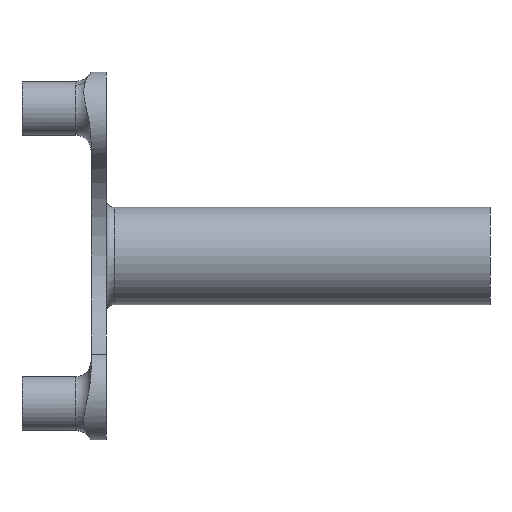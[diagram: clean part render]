
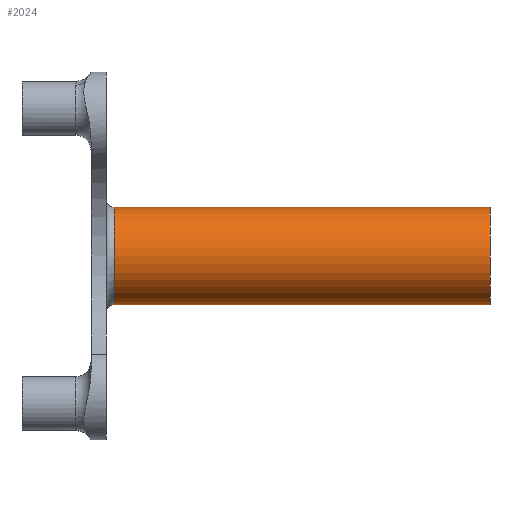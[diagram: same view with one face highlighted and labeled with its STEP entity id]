
A CAD part, left-side view. The second image highlights one B-rep face of the part: STEP entity #2024.
In plain terms, the highlighted cylindrical face has radius 6.35 mm (diameter 12.7 mm), a partial arc.
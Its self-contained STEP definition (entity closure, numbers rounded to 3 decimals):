
#120 = CARTESIAN_POINT ( 'NONE',  ( 0., -50., 6.35 ) ) ;
#160 = DIRECTION ( 'NONE',  ( 0., 1., 0. ) ) ;
#164 = AXIS2_PLACEMENT_3D ( 'NONE', #508, #1483, #1318 ) ;
#223 = FACE_OUTER_BOUND ( 'NONE', #928, .T. ) ;
#266 = VERTEX_POINT ( 'NONE', #897 ) ;
#270 = CARTESIAN_POINT ( 'NONE',  ( 0., -50., -6.35 ) ) ;
#348 = ORIENTED_EDGE ( 'NONE', *, *, #1848, .F. ) ;
#359 = LINE ( 'NONE', #270, #2051 ) ;
#419 = VERTEX_POINT ( 'NONE', #120 ) ;
#508 = CARTESIAN_POINT ( 'NONE',  ( 0., -1., 0. ) ) ;
#607 = CARTESIAN_POINT ( 'NONE',  ( 0., -50., 0. ) ) ;
#706 = EDGE_CURVE ( 'NONE', #1525, #266, #359, .T. ) ;
#752 = CARTESIAN_POINT ( 'NONE',  ( 0., -50., -6.35 ) ) ;
#897 = CARTESIAN_POINT ( 'NONE',  ( 0., -1., -6.35 ) ) ;
#928 = EDGE_LOOP ( 'NONE', ( #1497, #348, #1000, #1215 ) ) ;
#954 = DIRECTION ( 'NONE',  ( 0., 0., -1. ) ) ;
#963 = CARTESIAN_POINT ( 'NONE',  ( 0., -50., 6.35 ) ) ;
#1000 = ORIENTED_EDGE ( 'NONE', *, *, #1223, .T. ) ;
#1012 = VECTOR ( 'NONE', #160, 1000. ) ;
#1083 = CIRCLE ( 'NONE', #1827, 6.35 ) ;
#1215 = ORIENTED_EDGE ( 'NONE', *, *, #1279, .T. ) ;
#1223 = EDGE_CURVE ( 'NONE', #419, #2054, #1951, .T. ) ;
#1230 = CYLINDRICAL_SURFACE ( 'NONE', #2072, 6.35 ) ;
#1279 = EDGE_CURVE ( 'NONE', #2054, #266, #1363, .T. ) ;
#1297 = DIRECTION ( 'NONE',  ( 0., 0., 1. ) ) ;
#1318 = DIRECTION ( 'NONE',  ( 0., 0., -1. ) ) ;
#1363 = CIRCLE ( 'NONE', #164, 6.35 ) ;
#1483 = DIRECTION ( 'NONE',  ( 0., -1., 0. ) ) ;
#1497 = ORIENTED_EDGE ( 'NONE', *, *, #706, .F. ) ;
#1525 = VERTEX_POINT ( 'NONE', #752 ) ;
#1538 = DIRECTION ( 'NONE',  ( 0., 1., 0. ) ) ;
#1778 = CARTESIAN_POINT ( 'NONE',  ( 0., -1., 6.35 ) ) ;
#1827 = AXIS2_PLACEMENT_3D ( 'NONE', #607, #1895, #954 ) ;
#1848 = EDGE_CURVE ( 'NONE', #419, #1525, #1083, .T. ) ;
#1895 = DIRECTION ( 'NONE',  ( 0., -1., 0. ) ) ;
#1928 = CARTESIAN_POINT ( 'NONE',  ( 0., -50., 0. ) ) ;
#1951 = LINE ( 'NONE', #963, #1012 ) ;
#2024 = ADVANCED_FACE ( 'NONE', ( #223 ), #1230, .T. ) ;
#2051 = VECTOR ( 'NONE', #1538, 1000. ) ;
#2054 = VERTEX_POINT ( 'NONE', #1778 ) ;
#2070 = DIRECTION ( 'NONE',  ( 0., 1., 0. ) ) ;
#2072 = AXIS2_PLACEMENT_3D ( 'NONE', #1928, #2070, #1297 ) ;
